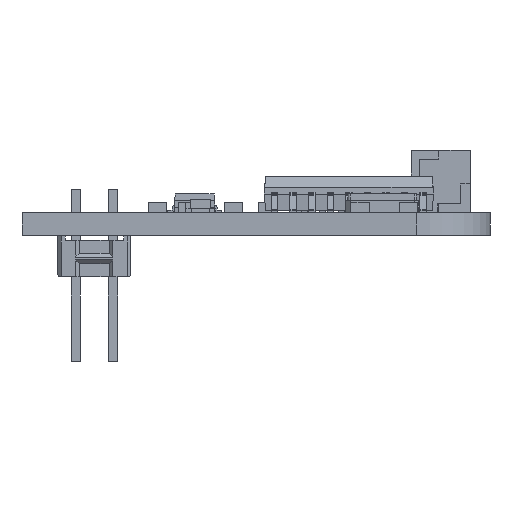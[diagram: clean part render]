
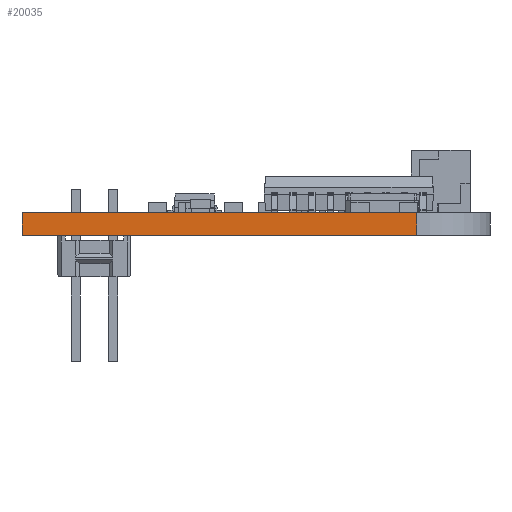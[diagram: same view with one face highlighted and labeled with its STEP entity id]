
A CAD part, front view. The second image highlights one B-rep face of the part: STEP entity #20035.
In plain terms, the highlighted planar face has unit normal (0, -1, 0).
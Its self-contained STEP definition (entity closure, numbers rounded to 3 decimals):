
#536=PLANE('',#21456);
#1514=FACE_OUTER_BOUND('',#2611,.T.);
#2611=EDGE_LOOP('',(#14136,#14137,#14138,#14139));
#3945=LINE('',#28738,#6427);
#3946=LINE('',#28741,#6428);
#3947=LINE('',#28743,#6429);
#3948=LINE('',#28744,#6430);
#6427=VECTOR('',#23288,10.);
#6428=VECTOR('',#23291,10.);
#6429=VECTOR('',#23292,10.);
#6430=VECTOR('',#23293,10.);
#9256=VERTEX_POINT('',#28734);
#9257=VERTEX_POINT('',#28736);
#9258=VERTEX_POINT('',#28740);
#9259=VERTEX_POINT('',#28742);
#11206=EDGE_CURVE('',#9256,#9257,#3945,.T.);
#11207=EDGE_CURVE('',#9258,#9256,#3946,.T.);
#11208=EDGE_CURVE('',#9259,#9257,#3947,.T.);
#11209=EDGE_CURVE('',#9258,#9259,#3948,.T.);
#14136=ORIENTED_EDGE('',*,*,#11207,.T.);
#14137=ORIENTED_EDGE('',*,*,#11206,.T.);
#14138=ORIENTED_EDGE('',*,*,#11208,.F.);
#14139=ORIENTED_EDGE('',*,*,#11209,.F.);
#20035=ADVANCED_FACE('',(#1514),#536,.T.);
#21456=AXIS2_PLACEMENT_3D('',#28739,#23289,#23290);
#23288=DIRECTION('',(0.,0.,1.));
#23289=DIRECTION('center_axis',(0.,-1.,0.));
#23290=DIRECTION('ref_axis',(1.,0.,0.));
#23291=DIRECTION('',(1.,0.,0.));
#23292=DIRECTION('',(1.,0.,0.));
#23293=DIRECTION('',(0.,0.,1.));
#28734=CARTESIAN_POINT('',(27.,0.,0.));
#28736=CARTESIAN_POINT('',(27.,0.,1.57));
#28738=CARTESIAN_POINT('',(27.,0.,0.));
#28739=CARTESIAN_POINT('Origin',(0.,0.,0.));
#28740=CARTESIAN_POINT('',(0.,0.,0.));
#28741=CARTESIAN_POINT('',(0.,0.,0.));
#28742=CARTESIAN_POINT('',(0.,0.,1.57));
#28743=CARTESIAN_POINT('',(0.,0.,1.57));
#28744=CARTESIAN_POINT('',(0.,0.,0.));
